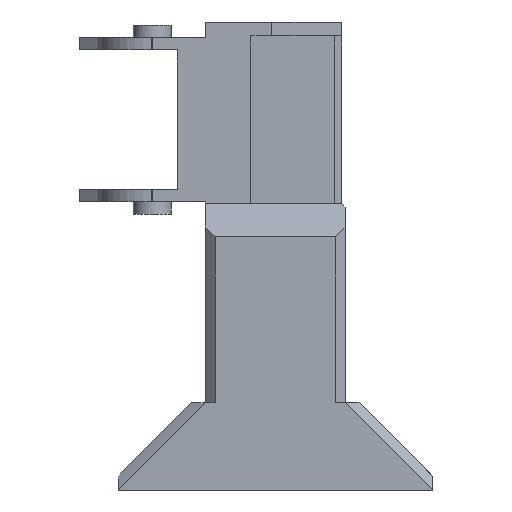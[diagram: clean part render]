
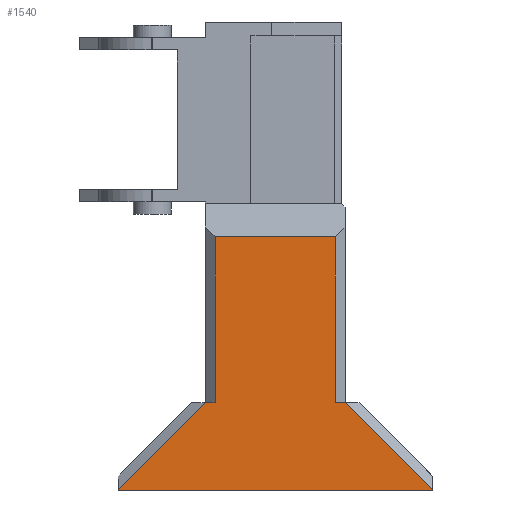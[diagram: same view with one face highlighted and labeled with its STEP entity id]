
A CAD part, front view. The second image highlights one B-rep face of the part: STEP entity #1540.
In plain terms, the highlighted planar face has unit normal (0, -1, 0).
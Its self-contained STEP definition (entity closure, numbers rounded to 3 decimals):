
#78=FACE_OUTER_BOUND('',#158,.T.);
#158=EDGE_LOOP('',(#1103,#1104,#1105,#1106,#1107,#1108,#1109,#1110,#1111,
#1112));
#240=LINE('',#2145,#440);
#252=LINE('',#2174,#452);
#256=LINE('',#2182,#456);
#263=LINE('',#2197,#463);
#295=LINE('',#2265,#495);
#296=LINE('',#2268,#496);
#300=LINE('',#2275,#500);
#301=LINE('',#2276,#501);
#302=LINE('',#2277,#502);
#303=LINE('',#2278,#503);
#440=VECTOR('',#1728,10.);
#452=VECTOR('',#1750,10.);
#456=VECTOR('',#1756,10.);
#463=VECTOR('',#1769,10.);
#495=VECTOR('',#1821,10.);
#496=VECTOR('',#1824,10.);
#500=VECTOR('',#1830,10.);
#501=VECTOR('',#1831,10.);
#502=VECTOR('',#1832,10.);
#503=VECTOR('',#1833,10.);
#639=VERTEX_POINT('',#2142);
#640=VERTEX_POINT('',#2144);
#651=VERTEX_POINT('',#2171);
#652=VERTEX_POINT('',#2173);
#655=VERTEX_POINT('',#2181);
#659=VERTEX_POINT('',#2193);
#685=VERTEX_POINT('',#2261);
#686=VERTEX_POINT('',#2263);
#687=VERTEX_POINT('',#2267);
#689=VERTEX_POINT('',#2274);
#791=EDGE_CURVE('',#640,#639,#240,.T.);
#805=EDGE_CURVE('',#652,#651,#252,.T.);
#809=EDGE_CURVE('',#652,#655,#256,.T.);
#817=EDGE_CURVE('',#640,#659,#263,.T.);
#850=EDGE_CURVE('',#686,#685,#295,.T.);
#851=EDGE_CURVE('',#685,#687,#296,.T.);
#855=EDGE_CURVE('',#651,#689,#300,.T.);
#856=EDGE_CURVE('',#689,#659,#301,.T.);
#857=EDGE_CURVE('',#687,#639,#302,.T.);
#858=EDGE_CURVE('',#686,#655,#303,.T.);
#1103=ORIENTED_EDGE('',*,*,#809,.F.);
#1104=ORIENTED_EDGE('',*,*,#805,.T.);
#1105=ORIENTED_EDGE('',*,*,#855,.T.);
#1106=ORIENTED_EDGE('',*,*,#856,.T.);
#1107=ORIENTED_EDGE('',*,*,#817,.F.);
#1108=ORIENTED_EDGE('',*,*,#791,.T.);
#1109=ORIENTED_EDGE('',*,*,#857,.F.);
#1110=ORIENTED_EDGE('',*,*,#851,.F.);
#1111=ORIENTED_EDGE('',*,*,#850,.F.);
#1112=ORIENTED_EDGE('',*,*,#858,.T.);
#1470=PLANE('',#1627);
#1540=ADVANCED_FACE('',(#78),#1470,.T.);
#1627=AXIS2_PLACEMENT_3D('',#2273,#1828,#1829);
#1728=DIRECTION('',(-1.,0.,0.));
#1750=DIRECTION('',(0.,0.,-1.));
#1756=DIRECTION('',(0.707,0.,0.707));
#1769=DIRECTION('',(0.707,0.,-0.707));
#1821=DIRECTION('',(0.,0.,1.));
#1824=DIRECTION('',(1.,0.,0.));
#1828=DIRECTION('center_axis',(0.,-1.,0.));
#1829=DIRECTION('ref_axis',(0.,0.,-1.));
#1830=DIRECTION('',(1.,0.,0.));
#1831=DIRECTION('',(0.,0.,1.));
#1832=DIRECTION('',(0.,0.,-1.));
#1833=DIRECTION('',(-1.,0.,0.));
#2142=CARTESIAN_POINT('',(30.697,81.3,-24.5));
#2144=CARTESIAN_POINT('',(32.117,81.3,-24.5));
#2145=CARTESIAN_POINT('',(44.597,81.3,-24.5));
#2171=CARTESIAN_POINT('',(-0.403,81.3,-37.));
#2173=CARTESIAN_POINT('',(-0.403,81.3,-36.98));
#2174=CARTESIAN_POINT('',(-0.403,81.3,-24.5));
#2181=CARTESIAN_POINT('',(12.076,81.3,-24.5));
#2182=CARTESIAN_POINT('',(12.426,81.3,-24.151));
#2193=CARTESIAN_POINT('',(44.597,81.3,-36.98));
#2197=CARTESIAN_POINT('',(31.767,81.3,-24.151));
#2261=CARTESIAN_POINT('',(13.497,81.3,-0.75));
#2263=CARTESIAN_POINT('',(13.497,81.3,-24.5));
#2265=CARTESIAN_POINT('',(13.497,81.3,-8.321));
#2267=CARTESIAN_POINT('',(30.697,81.3,-0.75));
#2268=CARTESIAN_POINT('',(21.972,81.3,-0.75));
#2273=CARTESIAN_POINT('Origin',(22.097,81.3,-20.642));
#2274=CARTESIAN_POINT('',(44.597,81.3,-37.));
#2275=CARTESIAN_POINT('',(-0.403,81.3,-37.));
#2276=CARTESIAN_POINT('',(44.597,81.3,-37.));
#2277=CARTESIAN_POINT('',(30.697,81.3,-11.321));
#2278=CARTESIAN_POINT('',(12.097,81.3,-24.5));
